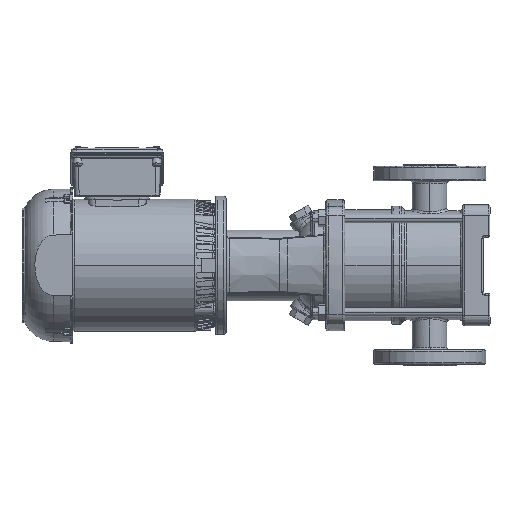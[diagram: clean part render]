
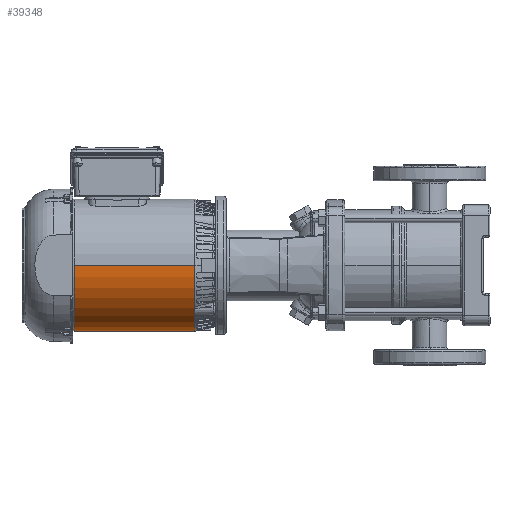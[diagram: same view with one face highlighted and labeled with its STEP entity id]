
A CAD part, left-side view. The second image highlights one B-rep face of the part: STEP entity #39348.
In plain terms, the highlighted cylindrical face has radius 81.875 mm (diameter 163.75 mm), a partial arc.
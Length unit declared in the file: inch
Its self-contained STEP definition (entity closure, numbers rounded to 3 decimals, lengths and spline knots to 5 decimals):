
#618 = CARTESIAN_POINT ( 'NONE',  ( -3.46566, 0.03355, -3.22343 ) ) ;
#1019 = DIRECTION ( 'NONE',  ( 0., 0., 1. ) ) ;
#2786 = ORIENTED_EDGE ( 'NONE', *, *, #36364, .T. ) ;
#6258 = CARTESIAN_POINT ( 'NONE',  ( 23.27349, -3.18987, 0. ) ) ;
#7196 = FACE_OUTER_BOUND ( 'NONE', #63308, .T. ) ;
#9333 = VERTEX_POINT ( 'NONE', #71750 ) ;
#9420 = CARTESIAN_POINT ( 'NONE',  ( 23.27349, 0.03355, 0. ) ) ;
#9615 = ORIENTED_EDGE ( 'NONE', *, *, #16991, .F. ) ;
#10078 = AXIS2_PLACEMENT_3D ( 'NONE', #46385, #12739, #98583 ) ;
#12739 = DIRECTION ( 'NONE',  ( 1., 0., 0. ) ) ;
#16991 = EDGE_CURVE ( 'NONE', #75994, #74808, #41849, .T. ) ;
#22082 = VECTOR ( 'NONE', #93473, 39.37008 ) ;
#23918 = CARTESIAN_POINT ( 'NONE',  ( 23.27349, 0.03355, -3.22343 ) ) ;
#32083 = DIRECTION ( 'NONE',  ( 1., 0., 0. ) ) ;
#36364 = EDGE_CURVE ( 'NONE', #67906, #74808, #78165, .T. ) ;
#38839 = EDGE_CURVE ( 'NONE', #75994, #9333, #38968, .T. ) ;
#38968 = CIRCLE ( 'NONE', #53307, 3.22343 ) ;
#39348 = ADVANCED_FACE ( 'NONE', ( #7196 ), #94715, .T. ) ;
#39366 = VECTOR ( 'NONE', #32083, 39.37008 ) ;
#41849 = LINE ( 'NONE', #23918, #22082 ) ;
#43512 = DIRECTION ( 'NONE',  ( 0., 1., 0. ) ) ;
#43654 = DIRECTION ( 'NONE',  ( -1., 0., 0. ) ) ;
#46010 = EDGE_CURVE ( 'NONE', #67906, #9333, #83151, .T. ) ;
#46385 = CARTESIAN_POINT ( 'NONE',  ( -3.46566, 0.03355, 0. ) ) ;
#53307 = AXIS2_PLACEMENT_3D ( 'NONE', #53538, #54070, #43512 ) ;
#53538 = CARTESIAN_POINT ( 'NONE',  ( 2.43986, 0.03355, 0. ) ) ;
#54070 = DIRECTION ( 'NONE',  ( -1., 0., 0. ) ) ;
#58116 = CARTESIAN_POINT ( 'NONE',  ( -3.46566, -3.18987, 0. ) ) ;
#63308 = EDGE_LOOP ( 'NONE', ( #9615, #110223, #110646, #2786 ) ) ;
#67906 = VERTEX_POINT ( 'NONE', #58116 ) ;
#71750 = CARTESIAN_POINT ( 'NONE',  ( 2.43986, -3.18987, 0. ) ) ;
#74808 = VERTEX_POINT ( 'NONE', #618 ) ;
#75994 = VERTEX_POINT ( 'NONE', #88733 ) ;
#78165 = CIRCLE ( 'NONE', #10078, 3.22343 ) ;
#83151 = LINE ( 'NONE', #6258, #39366 ) ;
#85527 = AXIS2_PLACEMENT_3D ( 'NONE', #9420, #43654, #1019 ) ;
#88733 = CARTESIAN_POINT ( 'NONE',  ( 2.43986, 0.03355, -3.22343 ) ) ;
#93473 = DIRECTION ( 'NONE',  ( -1., 0., 0. ) ) ;
#94715 = CYLINDRICAL_SURFACE ( 'NONE', #85527, 3.22343 ) ;
#98583 = DIRECTION ( 'NONE',  ( 0., -1., 0. ) ) ;
#110223 = ORIENTED_EDGE ( 'NONE', *, *, #38839, .T. ) ;
#110646 = ORIENTED_EDGE ( 'NONE', *, *, #46010, .F. ) ;
